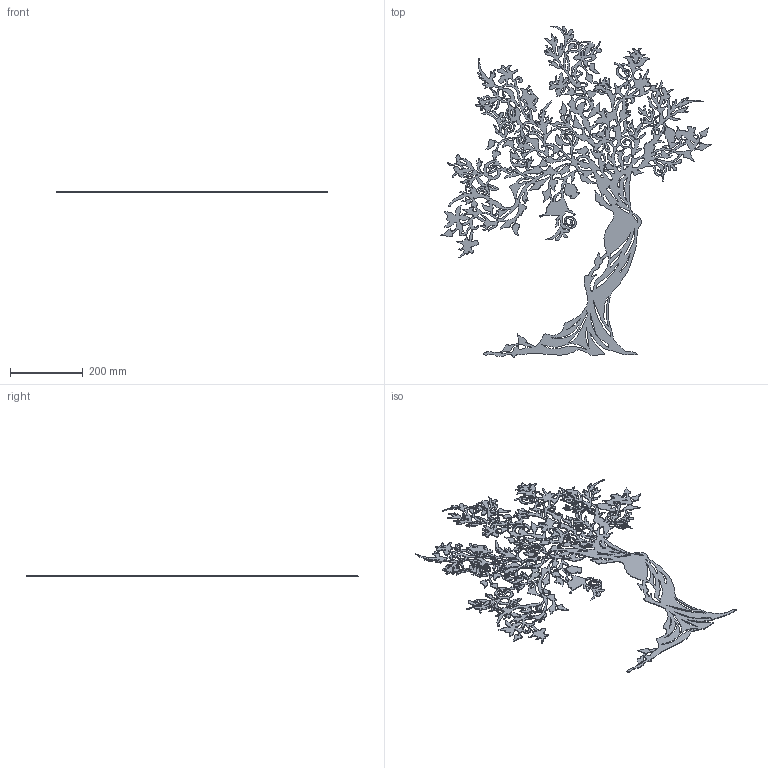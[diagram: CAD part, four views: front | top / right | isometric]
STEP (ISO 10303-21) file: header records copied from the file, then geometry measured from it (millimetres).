
FILE_DESCRIPTION (( 'STEP AP214' ), '1' );
FILE_NAME ('ARBRE DL1810.STEP', '2021-12-09T10:30:40', ( '' ), ( '' ), 'SwSTEP 2.0', 'SolidWorks 2021', '' );
FILE_SCHEMA (( 'AUTOMOTIVE_DESIGN' ));
Length unit declared in the file: millimetre
Products named in the file (1): ARBRE DL1810
Bounding box: 742.79 x 909.9 x 1.71 mm (x, y, z)
Volume: 335273.9 mm3; surface area: 320239.3 mm2
Topology: 1 solids, 1 shells, 589 faces, 1762 edges, 1175 vertices
Faces by surface type: bspline 552, plane 37
Entity records: 41435 total; most frequent: CARTESIAN_POINT 28582, ORIENTED_EDGE 3524, EDGE_CURVE 1762, VERTEX_POINT 1175, B_SPLINE_CURVE_WITH_KNOTS 1107, EDGE_LOOP 995, DIRECTION 731, VECTOR 655
